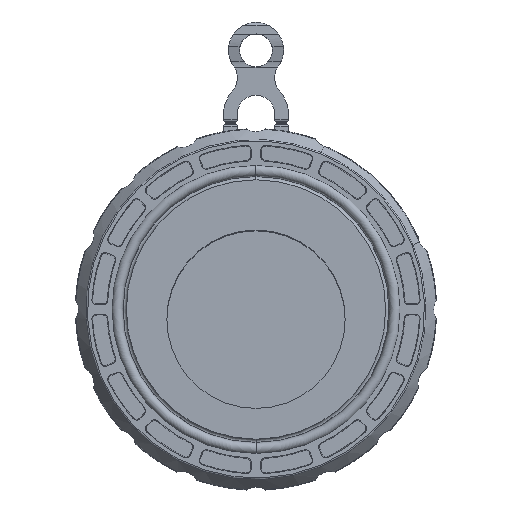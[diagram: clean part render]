
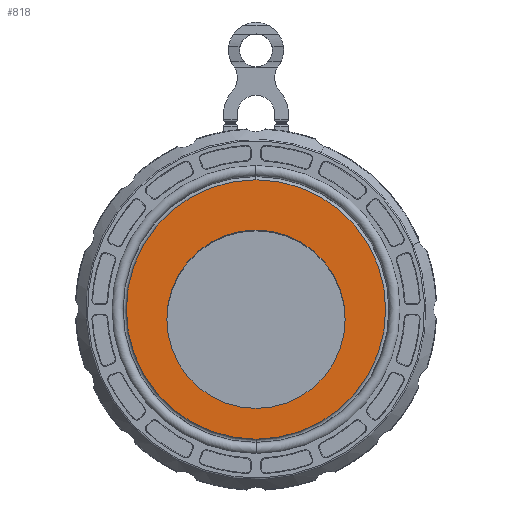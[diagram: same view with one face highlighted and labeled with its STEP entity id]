
A CAD part, left-side view. The second image highlights one B-rep face of the part: STEP entity #818.
In plain terms, the highlighted planar face has unit normal (-1, 0, 0).
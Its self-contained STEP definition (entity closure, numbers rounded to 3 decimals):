
#818=ADVANCED_FACE('',(#2084,#2085),#2086,.T.);
#2084=FACE_BOUND('',#3825,.T.);
#2085=FACE_OUTER_BOUND('',#3826,.T.);
#2086=PLANE('',#3827);
#3825=EDGE_LOOP('',(#6257,#6258));
#3826=EDGE_LOOP('',(#6259,#6260));
#3827=AXIS2_PLACEMENT_3D('',#6261,#6262,#6263);
#6257=ORIENTED_EDGE('',*,*,#11076,.T.);
#6258=ORIENTED_EDGE('',*,*,#11108,.T.);
#6259=ORIENTED_EDGE('',*,*,#11047,.T.);
#6260=ORIENTED_EDGE('',*,*,#11164,.T.);
#6261=CARTESIAN_POINT('',(-16.0,-48.032,19.896));
#6262=DIRECTION('',(-1.0,0.0,0.0));
#6263=DIRECTION('',(0.0,0.924,-0.383));
#11047=EDGE_CURVE('',#13453,#13456,#13458,.T.);
#11076=EDGE_CURVE('',#13507,#13511,#13513,.T.);
#11108=EDGE_CURVE('',#13511,#13507,#13561,.T.);
#11164=EDGE_CURVE('',#13456,#13453,#13636,.T.);
#13453=VERTEX_POINT('',#18364);
#13456=VERTEX_POINT('',#18368);
#13458=CIRCLE('',#18371,80.0);
#13507=VERTEX_POINT('',#18702);
#13511=VERTEX_POINT('',#18707);
#13513=CIRCLE('',#18710,55.0);
#13561=CIRCLE('',#18772,55.0);
#13636=CIRCLE('',#19195,80.0);
#18364=CARTESIAN_POINT('',(-16.0,0.0,-80.0));
#18368=CARTESIAN_POINT('',(-16.0,0.,80.0));
#18371=AXIS2_PLACEMENT_3D('',#24115,#24116,#24117);
#18702=CARTESIAN_POINT('',(-16.0,0.0,-61.0));
#18707=CARTESIAN_POINT('',(-16.0,0.,49.0));
#18710=AXIS2_PLACEMENT_3D('',#24151,#24152,#24153);
#18772=AXIS2_PLACEMENT_3D('',#24192,#24193,#24194);
#19195=AXIS2_PLACEMENT_3D('',#24235,#24236,#24237);
#24115=CARTESIAN_POINT('',(-16.0,0.0,0.0));
#24116=DIRECTION('',(-1.0,0.0,0.0));
#24117=DIRECTION('',(0.0,0.0,-1.0));
#24151=CARTESIAN_POINT('',(-16.0,0.0,-6.0));
#24152=DIRECTION('',(1.0,-0.0,0.0));
#24153=DIRECTION('',(0.0,0.0,-1.0));
#24192=CARTESIAN_POINT('',(-16.0,0.0,-6.0));
#24193=DIRECTION('',(1.0,-0.0,0.0));
#24194=DIRECTION('',(0.0,0.0,-1.0));
#24235=CARTESIAN_POINT('',(-16.0,0.0,0.0));
#24236=DIRECTION('',(-1.0,0.0,0.0));
#24237=DIRECTION('',(0.0,0.0,-1.0));
